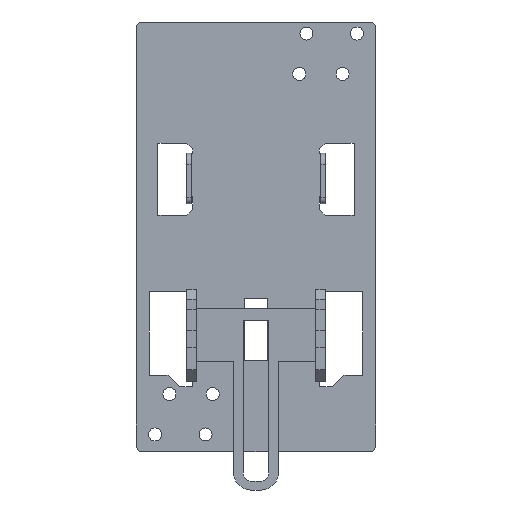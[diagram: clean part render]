
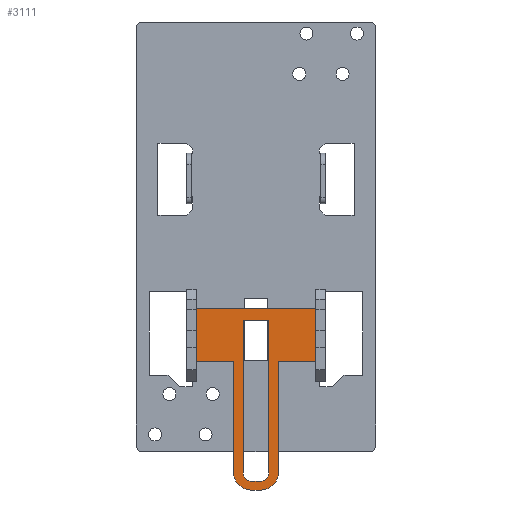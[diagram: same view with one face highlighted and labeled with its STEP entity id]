
A CAD part, front view. The second image highlights one B-rep face of the part: STEP entity #3111.
In plain terms, the highlighted planar face has unit normal (0, -1, 0).
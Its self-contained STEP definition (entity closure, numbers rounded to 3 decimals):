
#3045=AXIS2_PLACEMENT_3D('Plane Axis2P3D',#3042,#3043,#3044) ;
#3054=AXIS2_PLACEMENT_3D('Circle Axis2P3D',#3052,#3053,$) ;
#3059=AXIS2_PLACEMENT_3D('Circle Axis2P3D',#3057,#3058,$) ;
#3088=AXIS2_PLACEMENT_3D('Circle Axis2P3D',#3086,#3087,$) ;
#3093=AXIS2_PLACEMENT_3D('Circle Axis2P3D',#3091,#3092,$) ;
#57=CARTESIAN_POINT('Vertex',(22.75,-3.,-44.25)) ;
#60=CARTESIAN_POINT('Line Origine',(22.75,-3.,-63.5)) ;
#64=CARTESIAN_POINT('Vertex',(22.75,-3.,-82.75)) ;
#85=CARTESIAN_POINT('Line Origine',(29.25,-3.,-44.25)) ;
#89=CARTESIAN_POINT('Vertex',(35.75,-3.,-44.25)) ;
#1354=CARTESIAN_POINT('Vertex',(7.25,-3.,-82.75)) ;
#1359=CARTESIAN_POINT('Line Origine',(7.25,-3.,-63.5)) ;
#1363=CARTESIAN_POINT('Vertex',(7.25,-3.,-44.25)) ;
#1399=CARTESIAN_POINT('Vertex',(-5.75,-3.,-44.25)) ;
#1407=CARTESIAN_POINT('Line Origine',(0.75,-3.,-44.25)) ;
#2542=CARTESIAN_POINT('Vertex',(10.5,-3.,-30.)) ;
#2579=CARTESIAN_POINT('Vertex',(19.5,-3.,-30.)) ;
#2582=CARTESIAN_POINT('Line Origine',(15.,-3.,-30.)) ;
#2874=CARTESIAN_POINT('Vertex',(13.25,-3.,-88.75)) ;
#2881=CARTESIAN_POINT('Vertex',(16.75,-3.,-88.75)) ;
#2884=CARTESIAN_POINT('Line Origine',(15.,-3.,-88.75)) ;
#2905=CARTESIAN_POINT('Vertex',(13.5,-3.,-85.75)) ;
#2908=CARTESIAN_POINT('Line Origine',(15.,-3.,-85.75)) ;
#2912=CARTESIAN_POINT('Vertex',(16.5,-3.,-85.75)) ;
#2966=CARTESIAN_POINT('Vertex',(-5.75,-3.,-25.75)) ;
#2969=CARTESIAN_POINT('Line Origine',(15.,-3.,-25.75)) ;
#2973=CARTESIAN_POINT('Vertex',(35.75,-3.,-25.75)) ;
#3042=CARTESIAN_POINT('Axis2P3D Location',(0.,-3.,0.)) ;
#3047=CARTESIAN_POINT('Line Origine',(-5.75,-3.,-35.)) ;
#3052=CARTESIAN_POINT('Axis2P3D Location',(13.25,-3.,-82.75)) ;
#3057=CARTESIAN_POINT('Axis2P3D Location',(16.75,-3.,-82.75)) ;
#3062=CARTESIAN_POINT('Line Origine',(35.75,-3.,-35.)) ;
#3079=CARTESIAN_POINT('Line Origine',(19.5,-3.,-56.375)) ;
#3083=CARTESIAN_POINT('Vertex',(19.5,-3.,-82.75)) ;
#3086=CARTESIAN_POINT('Axis2P3D Location',(16.5,-3.,-82.75)) ;
#3091=CARTESIAN_POINT('Axis2P3D Location',(13.5,-3.,-82.75)) ;
#3095=CARTESIAN_POINT('Vertex',(10.5,-3.,-82.75)) ;
#3098=CARTESIAN_POINT('Line Origine',(10.5,-3.,-56.375)) ;
#61=DIRECTION('Vector Direction',(0.,0.,-1.)) ;
#86=DIRECTION('Vector Direction',(-1.,0.,0.)) ;
#1360=DIRECTION('Vector Direction',(0.,0.,-1.)) ;
#1408=DIRECTION('Vector Direction',(-1.,0.,0.)) ;
#2583=DIRECTION('Vector Direction',(1.,0.,0.)) ;
#2885=DIRECTION('Vector Direction',(-1.,0.,0.)) ;
#2909=DIRECTION('Vector Direction',(-1.,0.,0.)) ;
#2970=DIRECTION('Vector Direction',(1.,0.,0.)) ;
#3043=DIRECTION('Axis2P3D Direction',(0.,-1.,0.)) ;
#3044=DIRECTION('Axis2P3D XDirection',(1.,0.,0.)) ;
#3048=DIRECTION('Vector Direction',(0.,0.,1.)) ;
#3053=DIRECTION('Axis2P3D Direction',(0.,-1.,0.)) ;
#3058=DIRECTION('Axis2P3D Direction',(0.,-1.,0.)) ;
#3063=DIRECTION('Vector Direction',(0.,0.,1.)) ;
#3080=DIRECTION('Vector Direction',(0.,0.,1.)) ;
#3087=DIRECTION('Axis2P3D Direction',(0.,-1.,0.)) ;
#3092=DIRECTION('Axis2P3D Direction',(0.,-1.,0.)) ;
#3099=DIRECTION('Vector Direction',(0.,0.,1.)) ;
#62=VECTOR('Line Direction',#61,1.) ;
#87=VECTOR('Line Direction',#86,1.) ;
#1361=VECTOR('Line Direction',#1360,1.) ;
#1409=VECTOR('Line Direction',#1408,1.) ;
#2584=VECTOR('Line Direction',#2583,1.) ;
#2886=VECTOR('Line Direction',#2885,1.) ;
#2910=VECTOR('Line Direction',#2909,1.) ;
#2971=VECTOR('Line Direction',#2970,1.) ;
#3049=VECTOR('Line Direction',#3048,1.) ;
#3064=VECTOR('Line Direction',#3063,1.) ;
#3081=VECTOR('Line Direction',#3080,1.) ;
#3100=VECTOR('Line Direction',#3099,1.) ;
#3068=ORIENTED_EDGE('',*,*,#2975,.F.) ;
#3069=ORIENTED_EDGE('',*,*,#3051,.F.) ;
#3070=ORIENTED_EDGE('',*,*,#1411,.F.) ;
#3071=ORIENTED_EDGE('',*,*,#1365,.F.) ;
#3072=ORIENTED_EDGE('',*,*,#3056,.F.) ;
#3073=ORIENTED_EDGE('',*,*,#2888,.F.) ;
#3074=ORIENTED_EDGE('',*,*,#3061,.T.) ;
#3075=ORIENTED_EDGE('',*,*,#66,.T.) ;
#3076=ORIENTED_EDGE('',*,*,#91,.T.) ;
#3077=ORIENTED_EDGE('',*,*,#3066,.T.) ;
#3104=ORIENTED_EDGE('',*,*,#2586,.F.) ;
#3105=ORIENTED_EDGE('',*,*,#3085,.T.) ;
#3106=ORIENTED_EDGE('',*,*,#3090,.T.) ;
#3107=ORIENTED_EDGE('',*,*,#2914,.F.) ;
#3108=ORIENTED_EDGE('',*,*,#3097,.F.) ;
#3109=ORIENTED_EDGE('',*,*,#3102,.F.) ;
#3110=FACE_BOUND('',#3103,.T.) ;
#3111=ADVANCED_FACE('Staffa di fissaggio DIN Rail',(#3078,#3110),#3046,.T.) ;
#3055=CIRCLE('generated circle',#3054,6.) ;
#3060=CIRCLE('generated circle',#3059,6.) ;
#3089=CIRCLE('generated circle',#3088,3.) ;
#3094=CIRCLE('generated circle',#3093,3.) ;
#66=EDGE_CURVE('',#65,#58,#63,.F.) ;
#91=EDGE_CURVE('',#58,#90,#88,.F.) ;
#1365=EDGE_CURVE('',#1355,#1364,#1362,.F.) ;
#1411=EDGE_CURVE('',#1364,#1400,#1410,.T.) ;
#2586=EDGE_CURVE('',#2580,#2543,#2585,.F.) ;
#2888=EDGE_CURVE('',#2882,#2875,#2887,.T.) ;
#2914=EDGE_CURVE('',#2906,#2913,#2911,.F.) ;
#2975=EDGE_CURVE('',#2967,#2974,#2972,.T.) ;
#3051=EDGE_CURVE('',#1400,#2967,#3050,.T.) ;
#3056=EDGE_CURVE('',#2875,#1355,#3055,.F.) ;
#3061=EDGE_CURVE('',#2882,#65,#3060,.T.) ;
#3066=EDGE_CURVE('',#90,#2974,#3065,.T.) ;
#3085=EDGE_CURVE('',#2580,#3084,#3082,.F.) ;
#3090=EDGE_CURVE('',#3084,#2913,#3089,.F.) ;
#3097=EDGE_CURVE('',#3096,#2906,#3094,.T.) ;
#3102=EDGE_CURVE('',#2543,#3096,#3101,.F.) ;
#3067=EDGE_LOOP('',(#3068,#3069,#3070,#3071,#3072,#3073,#3074,#3075,#3076,#3077)) ;
#3103=EDGE_LOOP('',(#3104,#3105,#3106,#3107,#3108,#3109)) ;
#3078=FACE_OUTER_BOUND('',#3067,.T.) ;
#63=LINE('Line',#60,#62) ;
#88=LINE('Line',#85,#87) ;
#1362=LINE('Line',#1359,#1361) ;
#1410=LINE('Line',#1407,#1409) ;
#2585=LINE('Line',#2582,#2584) ;
#2887=LINE('Line',#2884,#2886) ;
#2911=LINE('Line',#2908,#2910) ;
#2972=LINE('Line',#2969,#2971) ;
#3050=LINE('Line',#3047,#3049) ;
#3065=LINE('Line',#3062,#3064) ;
#3082=LINE('Line',#3079,#3081) ;
#3101=LINE('Line',#3098,#3100) ;
#3046=PLANE('',#3045) ;
#58=VERTEX_POINT('',#57) ;
#65=VERTEX_POINT('',#64) ;
#90=VERTEX_POINT('',#89) ;
#1355=VERTEX_POINT('',#1354) ;
#1364=VERTEX_POINT('',#1363) ;
#1400=VERTEX_POINT('',#1399) ;
#2543=VERTEX_POINT('',#2542) ;
#2580=VERTEX_POINT('',#2579) ;
#2875=VERTEX_POINT('',#2874) ;
#2882=VERTEX_POINT('',#2881) ;
#2906=VERTEX_POINT('',#2905) ;
#2913=VERTEX_POINT('',#2912) ;
#2967=VERTEX_POINT('',#2966) ;
#2974=VERTEX_POINT('',#2973) ;
#3084=VERTEX_POINT('',#3083) ;
#3096=VERTEX_POINT('',#3095) ;
